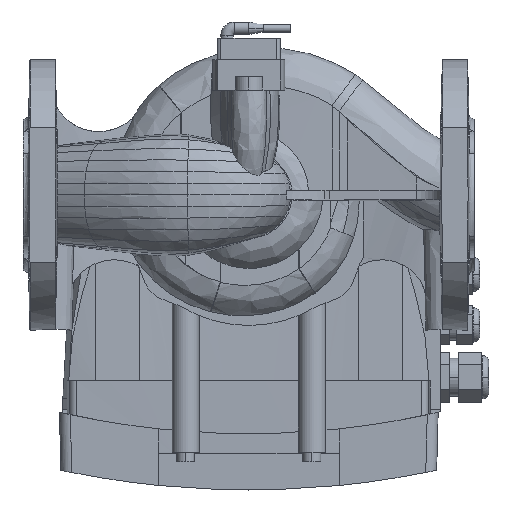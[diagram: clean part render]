
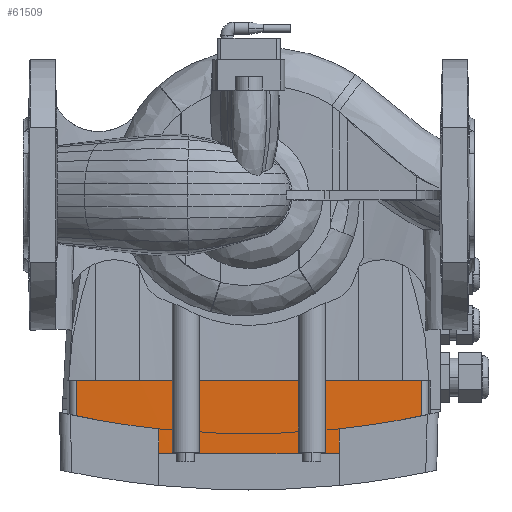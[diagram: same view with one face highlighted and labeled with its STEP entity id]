
A CAD part, left-side view. The second image highlights one B-rep face of the part: STEP entity #61509.
In plain terms, the highlighted cylindrical face has radius 4883 mm (diameter 9766 mm), a partial arc.
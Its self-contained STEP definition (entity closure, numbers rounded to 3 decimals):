
#16343 = ORIENTED_EDGE ( 'NONE', *, *, #41295, .T. ) ;
#16365 = ORIENTED_EDGE ( 'NONE', *, *, #36070, .F. ) ;
#16372 = ORIENTED_EDGE ( 'NONE', *, *, #41293, .F. ) ;
#16373 = ORIENTED_EDGE ( 'NONE', *, *, #36463, .T. ) ;
#16402 = ORIENTED_EDGE ( 'NONE', *, *, #36475, .T. ) ;
#16404 = ORIENTED_EDGE ( 'NONE', *, *, #43099, .F. ) ;
#16405 = ORIENTED_EDGE ( 'NONE', *, *, #43072, .T. ) ;
#16406 = ORIENTED_EDGE ( 'NONE', *, *, #43112, .T. ) ;
#16415 = ORIENTED_EDGE ( 'NONE', *, *, #41257, .F. ) ;
#16524 = ORIENTED_EDGE ( 'NONE', *, *, #41211, .F. ) ;
#16556 = ORIENTED_EDGE ( 'NONE', *, *, #41189, .F. ) ;
#16575 = ORIENTED_EDGE ( 'NONE', *, *, #36498, .F. ) ;
#17670 = CARTESIAN_POINT ( 'NONE',  ( 4983., 0., -142.5 ) ) ;
#17671 = DIRECTION ( 'NONE',  ( 0., 0., -1. ) ) ;
#17672 = DIRECTION ( 'NONE',  ( -1., 0., 0. ) ) ;
#17677 = LINE ( 'NONE', #17678, #67602 ) ;
#17678 = CARTESIAN_POINT ( 'NONE',  ( 100.185, -42.5, -119. ) ) ;
#17679 = DIRECTION ( 'NONE',  ( 0., 0., -1. ) ) ;
#17883 = CARTESIAN_POINT ( 'NONE',  ( 4983., 0., -103. ) ) ;
#17884 = DIRECTION ( 'NONE',  ( 0., 0., 1. ) ) ;
#17885 = DIRECTION ( 'NONE',  ( -1., 0., 0. ) ) ;
#20391 = CARTESIAN_POINT ( 'NONE',  ( 4983., 0., -103. ) ) ;
#20392 = DIRECTION ( 'NONE',  ( 0., 0., 1. ) ) ;
#20394 = DIRECTION ( 'NONE',  ( -1., 0., 0. ) ) ;
#27007 = LINE ( 'NONE', #27010, #66414 ) ;
#27010 = CARTESIAN_POINT ( 'NONE',  ( 100.185, 42.5, -119. ) ) ;
#27012 = DIRECTION ( 'NONE',  ( 0., 0., -1. ) ) ;
#27087 = LINE ( 'NONE', #27129, #66634 ) ;
#27129 = CARTESIAN_POINT ( 'NONE',  ( 100.934, -95.489, -119. ) ) ;
#27136 = DIRECTION ( 'NONE',  ( 0., 0., -1. ) ) ;
#27379 = LINE ( 'NONE', #27380, #66725 ) ;
#27380 = CARTESIAN_POINT ( 'NONE',  ( 100.077, 27.5, -119. ) ) ;
#27381 = DIRECTION ( 'NONE',  ( 0., 0., 1. ) ) ;
#27471 = LINE ( 'NONE', #27480, #66879 ) ;
#27473 = CARTESIAN_POINT ( 'NONE',  ( 4983., 0., -143.5 ) ) ;
#27474 = DIRECTION ( 'NONE',  ( 0., 0., -1. ) ) ;
#27475 = DIRECTION ( 'NONE',  ( -1., 0., 0. ) ) ;
#27480 = CARTESIAN_POINT ( 'NONE',  ( 100.934, 95.489, -119. ) ) ;
#27482 = DIRECTION ( 'NONE',  ( 0., 0., -1. ) ) ;
#36070 = EDGE_CURVE ( 'NONE', #84929, #84931, #67573, .T. ) ;
#36463 = EDGE_CURVE ( 'NONE', #84951, #84969, #66453, .T. ) ;
#36475 = EDGE_CURVE ( 'NONE', #84929, #84927, #17677, .T. ) ;
#36498 = EDGE_CURVE ( 'NONE', #84907, #84937, #67519, .T. ) ;
#41189 = EDGE_CURVE ( 'NONE', #84963, #84969, #27007, .T. ) ;
#41211 = EDGE_CURVE ( 'NONE', #84931, #84967, #27087, .T. ) ;
#41257 = EDGE_CURVE ( 'NONE', #84951, #84907, #27379, .T. ) ;
#41293 = EDGE_CURVE ( 'NONE', #84967, #84975, #66481, .T. ) ;
#41295 = EDGE_CURVE ( 'NONE', #84959, #84975, #27471, .T. ) ;
#43072 = EDGE_CURVE ( 'NONE', #84965, #84937, #79504, .T. ) ;
#43099 = EDGE_CURVE ( 'NONE', #84959, #84963, #101180, .T. ) ;
#43112 = EDGE_CURVE ( 'NONE', #84927, #84965, #101201, .T. ) ;
#56254 = AXIS2_PLACEMENT_3D ( 'NONE', #74321, #74346, #74347 ) ;
#61509 = ADVANCED_FACE ( 'NONE', ( #74336 ), #74335, .T. ) ;
#66414 = VECTOR ( 'NONE', #27012, 1000. ) ;
#66431 = AXIS2_PLACEMENT_3D ( 'NONE', #20391, #20392, #20394 ) ;
#66453 = CIRCLE ( 'NONE', #67759, 4883. ) ;
#66481 = CIRCLE ( 'NONE', #66569, 4883. ) ;
#66569 = AXIS2_PLACEMENT_3D ( 'NONE', #27473, #27474, #27475 ) ;
#66634 = VECTOR ( 'NONE', #27136, 1000. ) ;
#66725 = VECTOR ( 'NONE', #27381, 1000. ) ;
#66879 = VECTOR ( 'NONE', #27482, 1000. ) ;
#67519 = CIRCLE ( 'NONE', #67652, 4883. ) ;
#67573 = CIRCLE ( 'NONE', #66431, 4883. ) ;
#67602 = VECTOR ( 'NONE', #17679, 1000. ) ;
#67652 = AXIS2_PLACEMENT_3D ( 'NONE', #17883, #17884, #17885 ) ;
#67759 = AXIS2_PLACEMENT_3D ( 'NONE', #17670, #17671, #17672 ) ;
#74321 = CARTESIAN_POINT ( 'NONE',  ( 4983., 0., -119. ) ) ;
#74335 = CYLINDRICAL_SURFACE ( 'NONE', #56254, 4883. ) ;
#74336 = FACE_OUTER_BOUND ( 'NONE', #74973, .T. ) ;
#74346 = DIRECTION ( 'NONE',  ( 0., 0., -1. ) ) ;
#74347 = DIRECTION ( 'NONE',  ( 1., 0., 0. ) ) ;
#74973 = EDGE_LOOP ( 'NONE', ( #16365, #16402, #16406, #16405, #16575, #16415, #16373, #16556, #16404, #16343, #16372, #16524 ) ) ;
#79504 = LINE ( 'NONE', #79505, #100966 ) ;
#79505 = CARTESIAN_POINT ( 'NONE',  ( 100.077, -27.5, -119. ) ) ;
#79506 = DIRECTION ( 'NONE',  ( 0., 0., 1. ) ) ;
#79522 = CARTESIAN_POINT ( 'NONE',  ( 4983., 0., -103. ) ) ;
#79523 = DIRECTION ( 'NONE',  ( 0., 0., 1. ) ) ;
#79524 = DIRECTION ( 'NONE',  ( -1., 0., 0. ) ) ;
#79529 = CARTESIAN_POINT ( 'NONE',  ( 4983., 0., -142.5 ) ) ;
#79530 = DIRECTION ( 'NONE',  ( 0., 0., -1. ) ) ;
#79531 = DIRECTION ( 'NONE',  ( -1., 0., 0. ) ) ;
#84907 = VERTEX_POINT ( 'NONE', #92299 ) ;
#84927 = VERTEX_POINT ( 'NONE', #92309 ) ;
#84929 = VERTEX_POINT ( 'NONE', #92310 ) ;
#84931 = VERTEX_POINT ( 'NONE', #92311 ) ;
#84937 = VERTEX_POINT ( 'NONE', #92314 ) ;
#84951 = VERTEX_POINT ( 'NONE', #92321 ) ;
#84959 = VERTEX_POINT ( 'NONE', #92325 ) ;
#84963 = VERTEX_POINT ( 'NONE', #92327 ) ;
#84965 = VERTEX_POINT ( 'NONE', #92328 ) ;
#84967 = VERTEX_POINT ( 'NONE', #92329 ) ;
#84969 = VERTEX_POINT ( 'NONE', #92330 ) ;
#84975 = VERTEX_POINT ( 'NONE', #92333 ) ;
#92299 = CARTESIAN_POINT ( 'NONE',  ( 100.077, 27.5, -103. ) ) ;
#92309 = CARTESIAN_POINT ( 'NONE',  ( 100.185, -42.5, -142.5 ) ) ;
#92310 = CARTESIAN_POINT ( 'NONE',  ( 100.185, -42.5, -103. ) ) ;
#92311 = CARTESIAN_POINT ( 'NONE',  ( 100.934, -95.489, -103. ) ) ;
#92314 = CARTESIAN_POINT ( 'NONE',  ( 100.077, -27.5, -103. ) ) ;
#92321 = CARTESIAN_POINT ( 'NONE',  ( 100.077, 27.5, -142.5 ) ) ;
#92325 = CARTESIAN_POINT ( 'NONE',  ( 100.934, 95.489, -103. ) ) ;
#92327 = CARTESIAN_POINT ( 'NONE',  ( 100.185, 42.5, -103. ) ) ;
#92328 = CARTESIAN_POINT ( 'NONE',  ( 100.077, -27.5, -142.5 ) ) ;
#92329 = CARTESIAN_POINT ( 'NONE',  ( 100.934, -95.489, -143.5 ) ) ;
#92330 = CARTESIAN_POINT ( 'NONE',  ( 100.185, 42.5, -142.5 ) ) ;
#92333 = CARTESIAN_POINT ( 'NONE',  ( 100.934, 95.489, -143.5 ) ) ;
#100797 = AXIS2_PLACEMENT_3D ( 'NONE', #79529, #79530, #79531 ) ;
#100966 = VECTOR ( 'NONE', #79506, 1000. ) ;
#100996 = AXIS2_PLACEMENT_3D ( 'NONE', #79522, #79523, #79524 ) ;
#101180 = CIRCLE ( 'NONE', #100996, 4883. ) ;
#101201 = CIRCLE ( 'NONE', #100797, 4883. ) ;
